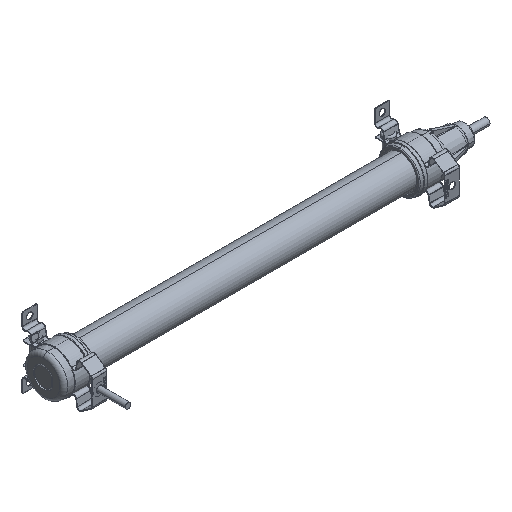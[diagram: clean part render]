
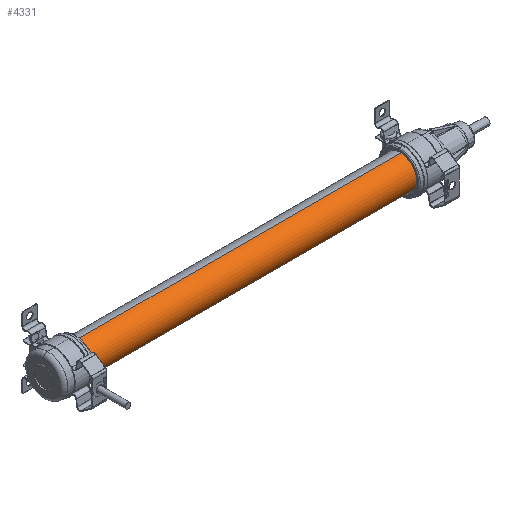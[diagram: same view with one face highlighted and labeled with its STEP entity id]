
A CAD part, isometric view. The second image highlights one B-rep face of the part: STEP entity #4331.
In plain terms, the highlighted cylindrical face has radius 13.9 mm (diameter 27.8 mm), a partial arc.
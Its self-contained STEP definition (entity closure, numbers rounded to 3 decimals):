
#649=DIRECTION('',(1.,0.,0.));
#650=VECTOR('',#649,286.071);
#651=CARTESIAN_POINT('',(-143.036,0.,-13.9));
#652=LINE('',#651,#650);
#668=CARTESIAN_POINT('',(-143.036,0.,0.));
#669=DIRECTION('',(1.,0.,0.));
#670=DIRECTION('',(0.,-1.,0.));
#671=AXIS2_PLACEMENT_3D('',#668,#669,#670);
#673=CARTESIAN_POINT('',(-143.036,0.,0.));
#674=DIRECTION('',(1.,0.,0.));
#675=DIRECTION('',(0.,0.,1.));
#676=AXIS2_PLACEMENT_3D('',#673,#674,#675);
#678=DIRECTION('',(1.,0.,0.));
#679=VECTOR('',#678,286.071);
#680=CARTESIAN_POINT('',(-143.036,0.,13.9));
#681=LINE('',#680,#679);
#682=CARTESIAN_POINT('',(143.036,0.,0.));
#683=DIRECTION('',(1.,0.,0.));
#684=DIRECTION('',(0.,0.,1.));
#685=AXIS2_PLACEMENT_3D('',#682,#683,#684);
#687=CARTESIAN_POINT('',(143.036,0.,0.));
#688=DIRECTION('',(1.,0.,0.));
#689=DIRECTION('',(0.,-1.,0.));
#690=AXIS2_PLACEMENT_3D('',#687,#688,#689);
#3485=CARTESIAN_POINT('',(143.036,0.,-13.9));
#3487=VERTEX_POINT('',#3485);
#3489=CARTESIAN_POINT('',(143.036,0.,13.9));
#3490=VERTEX_POINT('',#3489);
#3491=CARTESIAN_POINT('',(143.036,-13.9,0.));
#3492=VERTEX_POINT('',#3491);
#3501=CARTESIAN_POINT('',(-143.036,0.,-13.9));
#3503=VERTEX_POINT('',#3501);
#3509=CARTESIAN_POINT('',(-143.036,0.,13.9));
#3510=VERTEX_POINT('',#3509);
#3513=CARTESIAN_POINT('',(-143.036,-13.9,0.));
#3514=VERTEX_POINT('',#3513);
#4315=CARTESIAN_POINT('',(-162.,0.,0.));
#4316=DIRECTION('',(1.,0.,0.));
#4317=DIRECTION('',(0.,0.,-1.));
#4318=AXIS2_PLACEMENT_3D('',#4315,#4316,#4317);
#4319=CYLINDRICAL_SURFACE('',#4318,13.9);
#4320=ORIENTED_EDGE('',*,*,#4291,.F.);
#4322=ORIENTED_EDGE('',*,*,#4321,.F.);
#4323=ORIENTED_EDGE('',*,*,#4308,.T.);
#4325=ORIENTED_EDGE('',*,*,#4324,.T.);
#4327=ORIENTED_EDGE('',*,*,#4326,.T.);
#4328=ORIENTED_EDGE('',*,*,#4302,.F.);
#4329=EDGE_LOOP('',(#4320,#4322,#4323,#4325,#4327,#4328));
#4330=FACE_OUTER_BOUND('',#4329,.F.);
#4331=ADVANCED_FACE('',(#4330),#4319,.T.);
#672=CIRCLE('',#671,13.9);
#677=CIRCLE('',#676,13.9);
#686=CIRCLE('',#685,13.9);
#691=CIRCLE('',#690,13.9);
#4291=EDGE_CURVE('',#3514,#3503,#672,.T.);
#4302=EDGE_CURVE('',#3503,#3487,#652,.T.);
#4308=EDGE_CURVE('',#3510,#3490,#681,.T.);
#4321=EDGE_CURVE('',#3510,#3514,#677,.T.);
#4324=EDGE_CURVE('',#3490,#3492,#686,.T.);
#4326=EDGE_CURVE('',#3492,#3487,#691,.T.);
